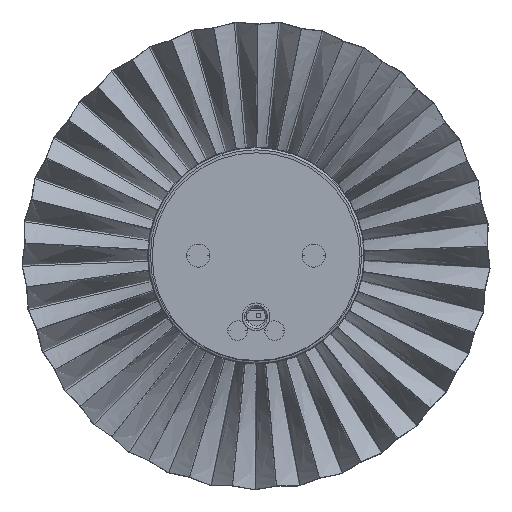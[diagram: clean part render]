
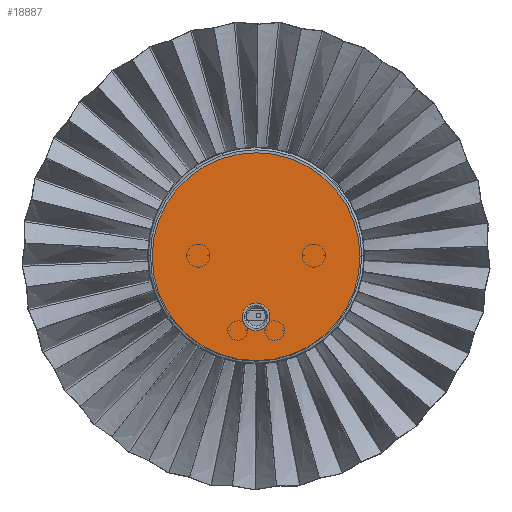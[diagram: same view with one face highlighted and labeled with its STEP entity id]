
A CAD part, front view. The second image highlights one B-rep face of the part: STEP entity #18887.
In plain terms, the highlighted face is planar.
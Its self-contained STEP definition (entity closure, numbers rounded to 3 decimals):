
#980 = CARTESIAN_POINT ( 'NONE',  ( 0., 0., 0. ) ) ;
#3824 = ORIENTED_EDGE ( 'NONE', *, *, #18254, .T. ) ;
#5258 = ORIENTED_EDGE ( 'NONE', *, *, #39840, .F. ) ;
#6816 = CARTESIAN_POINT ( 'NONE',  ( 0., 0., 0. ) ) ;
#7051 = ORIENTED_EDGE ( 'NONE', *, *, #34349, .F. ) ;
#8043 = CARTESIAN_POINT ( 'NONE',  ( 0., 0., 0. ) ) ;
#8263 = EDGE_CURVE ( 'NONE', #48691, #27579, #10245, .T. ) ;
#9253 = DIRECTION ( 'NONE',  ( 0., 0., 1. ) ) ;
#9753 = CARTESIAN_POINT ( 'NONE',  ( 0., 26., 0. ) ) ;
#10245 = CIRCLE ( 'NONE', #27766, 6. ) ;
#10749 = CARTESIAN_POINT ( 'NONE',  ( 45., 0., 0. ) ) ;
#11894 = CIRCLE ( 'NONE', #25584, 45. ) ;
#12519 = VERTEX_POINT ( 'NONE', #10749 ) ;
#16173 = DIRECTION ( 'NONE',  ( 1., 0., 0. ) ) ;
#17878 = FACE_BOUND ( 'NONE', #45034, .T. ) ;
#18167 = DIRECTION ( 'NONE',  ( 0., 0., 1. ) ) ;
#18254 = EDGE_CURVE ( 'NONE', #27579, #48691, #23473, .T. ) ;
#18519 = DIRECTION ( 'NONE',  ( 1., 0., 0. ) ) ;
#18887 = ADVANCED_FACE ( 'NONE', ( #17878, #21594 ), #23700, .F. ) ;
#19137 = AXIS2_PLACEMENT_3D ( 'NONE', #49108, #26313, #49448 ) ;
#21594 = FACE_OUTER_BOUND ( 'NONE', #32299, .T. ) ;
#23473 = CIRCLE ( 'NONE', #19137, 6. ) ;
#23700 = PLANE ( 'NONE',  #31708 ) ;
#25584 = AXIS2_PLACEMENT_3D ( 'NONE', #6816, #18167, #18519 ) ;
#26313 = DIRECTION ( 'NONE',  ( 0., 0., 1. ) ) ;
#27579 = VERTEX_POINT ( 'NONE', #36269 ) ;
#27766 = AXIS2_PLACEMENT_3D ( 'NONE', #9753, #9253, #36935 ) ;
#31708 = AXIS2_PLACEMENT_3D ( 'NONE', #8043, #35210, #35381 ) ;
#32299 = EDGE_LOOP ( 'NONE', ( #5258, #7051 ) ) ;
#34072 = CARTESIAN_POINT ( 'NONE',  ( -6., 26., 0. ) ) ;
#34349 = EDGE_CURVE ( 'NONE', #12519, #43223, #36341, .T. ) ;
#35210 = DIRECTION ( 'NONE',  ( 0., 0., 1. ) ) ;
#35381 = DIRECTION ( 'NONE',  ( 1., 0., 0. ) ) ;
#36269 = CARTESIAN_POINT ( 'NONE',  ( 6., 26., 0. ) ) ;
#36341 = CIRCLE ( 'NONE', #42507, 45. ) ;
#36935 = DIRECTION ( 'NONE',  ( 1., 0., 0. ) ) ;
#39706 = DIRECTION ( 'NONE',  ( 0., 0., 1. ) ) ;
#39840 = EDGE_CURVE ( 'NONE', #43223, #12519, #11894, .T. ) ;
#40174 = ORIENTED_EDGE ( 'NONE', *, *, #8263, .T. ) ;
#41182 = CARTESIAN_POINT ( 'NONE',  ( -45., 0., 0. ) ) ;
#42507 = AXIS2_PLACEMENT_3D ( 'NONE', #980, #39706, #16173 ) ;
#43223 = VERTEX_POINT ( 'NONE', #41182 ) ;
#45034 = EDGE_LOOP ( 'NONE', ( #3824, #40174 ) ) ;
#48691 = VERTEX_POINT ( 'NONE', #34072 ) ;
#49108 = CARTESIAN_POINT ( 'NONE',  ( 0., 26., 0. ) ) ;
#49448 = DIRECTION ( 'NONE',  ( 1., 0., 0. ) ) ;
